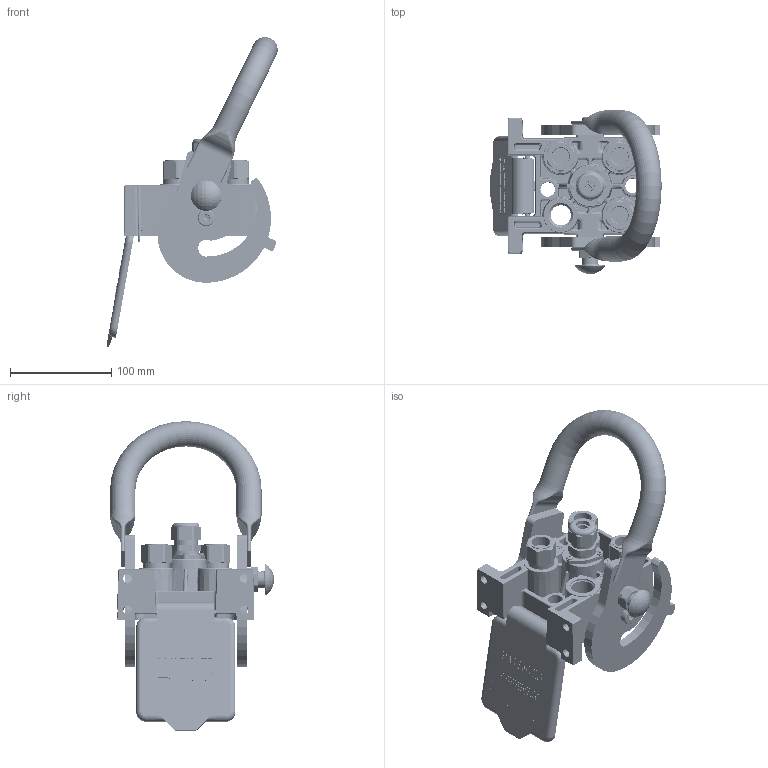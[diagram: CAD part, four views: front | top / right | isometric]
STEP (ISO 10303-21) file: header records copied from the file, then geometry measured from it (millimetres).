
FILE_DESCRIPTION (( 'STEP AP214' ), '1' );
FILE_NAME ('FASTER.step', '2021-03-29T07:36:17', ( '' ), ( '' ), 'SwSTEP 2.0', 'SolidWorks 2017', '' );
FILE_SCHEMA (( 'AUTOMOTIVE_DESIGN' ));
Length unit declared in the file: millimetre
Products named in the file (40): Copia di 4850_007_0001_000.prt^corspel08-7_f; 4840_024_1000_010; 0048_042_0412_000; P506-1_F_BASE; 4830_024_4001_001^4830_024_4001_001; 0048_317_1000_000; 4840_024_1000_020; corspel08-7_f; Copia di inspel08-7_f.asm^corspel08-7_f; 4830_013_3000_030; 4810_001_0001_014; 4830_001_0005_300; FASTER; Copia di 4850_007_0003_000.prt^corspel08-7_f; 4830_001_0005_301; et012; 4830_024_4001_001; 4830_022_0000_011; 4850_007_0000_000; 4132_072_0000_300; 4830_025_0000_001; A_2ffnb38-12gasf; 2ffnb38-12gasf; 4820_001_0004_000; sicura_p5; 4241_072_0000_200; 4830_044_0000_000; Copia di 4830_042_0000_000.prt^corspel08-7_f; 4830_025_2000_000; Copia di inspel08-7_f.prt^Copia di inspel08-7_f.asm_corspel08-7_f; 4832_020_4001_000; or1_5x7_m; CURS_MOLLA_38; conn_7p_f; 4132_014_0000_000; 4830_070_0000_001; 4830_025_1000_000; Copia di 4850_032_0000_000.prt^Copia di inspel08-7_f.asm_corspel08-7_f; 4830_024_4001_011
Assembly tree (50 placements, depth 5):
  4830_024_4001_001^4830_024_4001_001
  FASTER
    P506-1_F_BASE
      4832_020_4001_000
      4830_013_3000_030  x2
      4820_001_0004_000
      4810_001_0001_014
      4830_001_0005_300
      4830_001_0005_301
      0048_317_1000_000  x2
    A_2ffnb38-12gasf  x3
      CURS_MOLLA_38
        4132_072_0000_300
        4132_014_0000_000
      2ffnb38-12gasf
        2ffnb38-12gasf
    conn_7p_f
      corspel08-7_f
        Copia di 4850_007_0001_000.prt^corspel08-7_f
        Copia di inspel08-7_f.asm^corspel08-7_f
          Copia di inspel08-7_f.prt^Copia di inspel08-7_f.asm_corspel08-7_f
          Copia di 4850_032_0000_000.prt^Copia di inspel08-7_f.asm_corspel08-7_f  x7
        Copia di 4850_007_0003_000.prt^corspel08-7_f
        Copia di 4830_042_0000_000.prt^corspel08-7_f
      4830_044_0000_000  x3
      4850_007_0000_000
      4241_072_0000_200
    4830_024_4001_001
      sicura_p5
        4830_025_0000_001
        or1_5x7_m
        0048_042_0412_000
      4840_024_1000_020
      4840_024_1000_010
      4830_024_4001_011
      4830_025_2000_000
      4830_025_1000_000
      4830_022_0000_011
      4830_070_0000_001
    et012
Bounding box: 168.92 x 161.73 x 305.46 mm (x, y, z)
Volume: 245885.5 mm3; surface area: 323643.3 mm2
Topology: 33 solids, 87 shells, 5646 faces, 14320 edges, 9044 vertices
Faces by surface type: plane 3153, cylinder 1139, bspline 446, cone 432, torus 421, sphere 55
Entity records: 204669 total; most frequent: CARTESIAN_POINT 82212, ORIENTED_EDGE 25458, DIRECTION 22538, EDGE_CURVE 12787, VECTOR 9022, LINE 9022, VERTEX_POINT 8139, AXIS2_PLACEMENT_3D 6758
